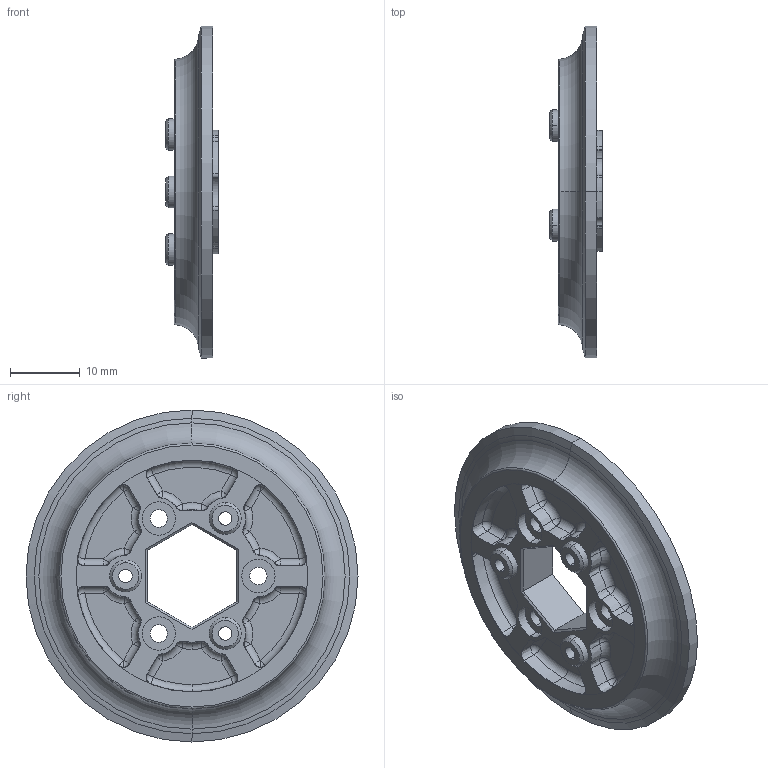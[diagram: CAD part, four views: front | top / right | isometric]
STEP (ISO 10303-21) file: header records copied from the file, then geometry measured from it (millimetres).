
FILE_DESCRIPTION (( 'STEP AP203' ), '1' );
FILE_NAME ('WCP-0358.STEP', '2021-04-13T01:05:30', ( '' ), ( '' ), 'SwSTEP 2.0', 'SolidWorks 2020', '' );
FILE_SCHEMA (( 'CONFIG_CONTROL_DESIGN' ));
Length unit declared in the file: inch
Products named in the file (1): WCP-0358
Bounding box: 7.57 x 47.62 x 47.62 mm (x, y, z)
Volume: 5775.5 mm3; surface area: 4881.2 mm2
Topology: 1 solids, 1 shells, 258 faces, 597 edges, 352 vertices
Faces by surface type: cylinder 69, sphere 44, plane 43, bspline 36, cone 34, torus 32
Entity records: 8070 total; most frequent: CARTESIAN_POINT 2204, DIRECTION 1285, ORIENTED_EDGE 1194, EDGE_CURVE 597, AXIS2_PLACEMENT_3D 573, VERTEX_POINT 352, CIRCLE 350, EDGE_LOOP 283
